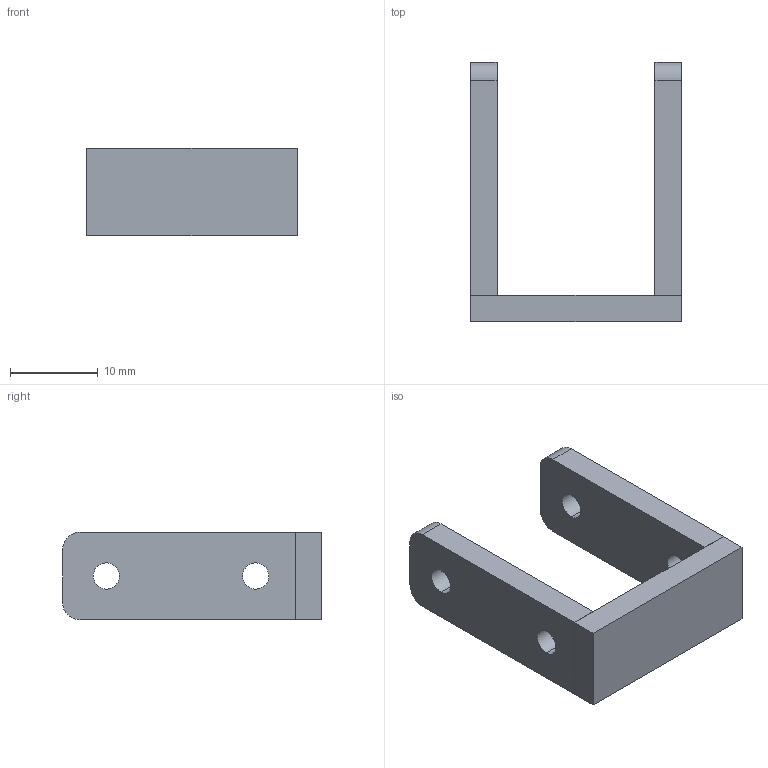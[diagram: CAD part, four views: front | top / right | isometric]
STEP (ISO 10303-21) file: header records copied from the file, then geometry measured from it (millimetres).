
FILE_DESCRIPTION(/* description */ (''),/* implementation_level */ '2;1');
FILE_NAME(/* name */ 'motor holder 2mm',/* time_stamp */ '2016-02-15T23:04:15+01:00',/* author */ (''),/* organization */ (''),/* preprocessor_version */ 'ST-DEVELOPER v15',/* originating_system */ '',/* authorisation */ '');
FILE_SCHEMA (('AUTOMOTIVE_DESIGN'));
Length unit declared in the file: millimetre
Products named in the file (1): Document
Bounding box: 24 x 29.5 x 10 mm (x, y, z)
Volume: 2214.7 mm3; surface area: 2221.5 mm2
Topology: 3 solids, 3 shells, 30 faces, 72 edges, 48 vertices
Faces by surface type: bspline 20, plane 10
Entity records: 871 total; most frequent: CARTESIAN_POINT 428, ORIENTED_EDGE 144, EDGE_CURVE 72, VERTEX_POINT 48, EDGE_LOOP 38, ADVANCED_FACE 30, FACE_OUTER_BOUND 30, DIRECTION 14
